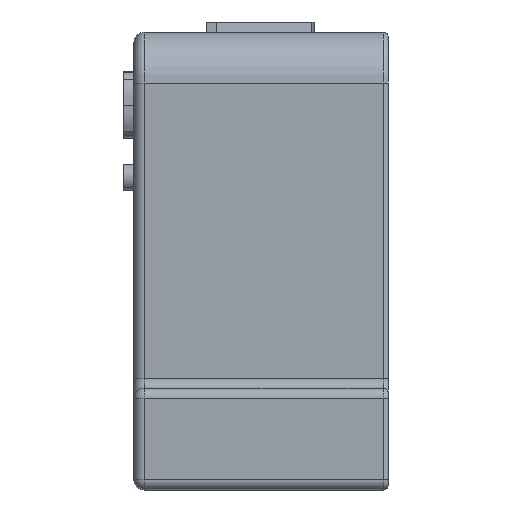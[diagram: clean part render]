
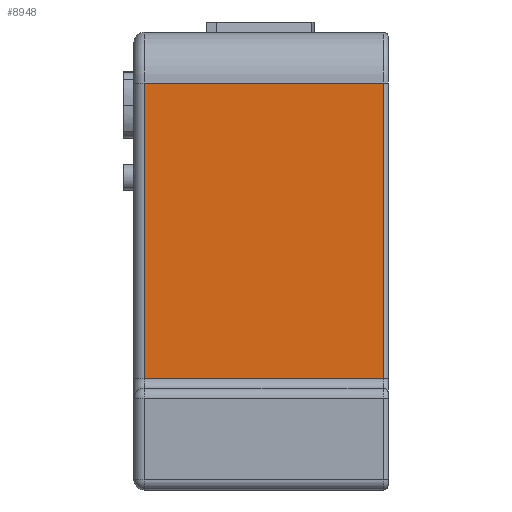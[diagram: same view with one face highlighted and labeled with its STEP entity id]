
A CAD part, left-side view. The second image highlights one B-rep face of the part: STEP entity #8948.
In plain terms, the highlighted planar face has unit normal (-1, 0, 0).
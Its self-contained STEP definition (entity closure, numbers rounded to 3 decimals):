
#1254=LINE('',#14111,#1835);
#1589=LINE('',#18279,#2170);
#1590=LINE('',#18299,#2171);
#1592=LINE('',#18324,#2173);
#1835=VECTOR('',#9952,10.);
#2170=VECTOR('',#10645,10.);
#2171=VECTOR('',#10684,10.);
#2173=VECTOR('',#10732,10.);
#2304=PLANE('',#9359);
#2805=FACE_OUTER_BOUND('',#3374,.T.);
#3374=EDGE_LOOP('',(#8393,#8394,#8395,#8396));
#3961=VERTEX_POINT('',#14105);
#3962=VERTEX_POINT('',#14109);
#4428=VERTEX_POINT('',#18273);
#4429=VERTEX_POINT('',#18277);
#5022=EDGE_CURVE('',#3962,#3961,#1254,.T.);
#5736=EDGE_CURVE('',#4429,#4428,#1589,.T.);
#5746=EDGE_CURVE('',#3961,#4429,#1590,.T.);
#5758=EDGE_CURVE('',#4428,#3962,#1592,.T.);
#8393=ORIENTED_EDGE('',*,*,#5022,.F.);
#8394=ORIENTED_EDGE('',*,*,#5758,.F.);
#8395=ORIENTED_EDGE('',*,*,#5736,.F.);
#8396=ORIENTED_EDGE('',*,*,#5746,.F.);
#8948=ADVANCED_FACE('',(#2805),#2304,.T.);
#9359=AXIS2_PLACEMENT_3D('',#18325,#10733,#10734);
#9952=DIRECTION('',(0.,0.,-1.));
#10645=DIRECTION('',(0.,0.,1.));
#10684=DIRECTION('',(0.,1.,0.));
#10732=DIRECTION('',(0.,-1.,0.));
#10733=DIRECTION('center_axis',(-1.,0.,0.));
#10734=DIRECTION('ref_axis',(0.,0.,-1.));
#14105=CARTESIAN_POINT('',(-37.653,-19.6,-18.549));
#14109=CARTESIAN_POINT('',(-37.653,-19.6,4.651));
#14111=CARTESIAN_POINT('',(-37.653,-19.6,-0.349));
#18273=CARTESIAN_POINT('',(-37.653,-0.8,4.651));
#18277=CARTESIAN_POINT('',(-37.653,-0.8,-18.549));
#18279=CARTESIAN_POINT('',(-37.653,-0.8,-0.349));
#18299=CARTESIAN_POINT('',(-37.653,0.,-18.549));
#18324=CARTESIAN_POINT('',(-37.653,0.,4.651));
#18325=CARTESIAN_POINT('Origin',(-37.653,0.,8.651));
